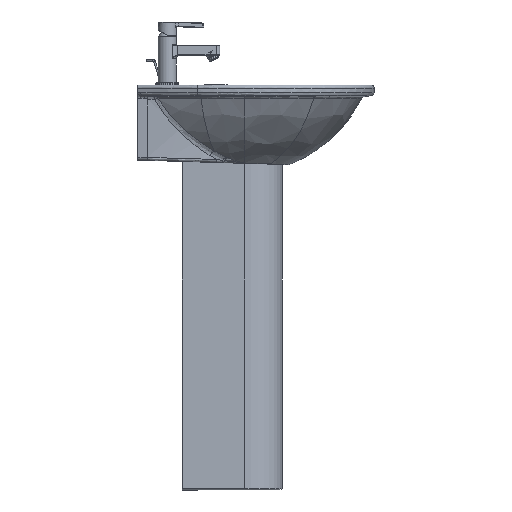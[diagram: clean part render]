
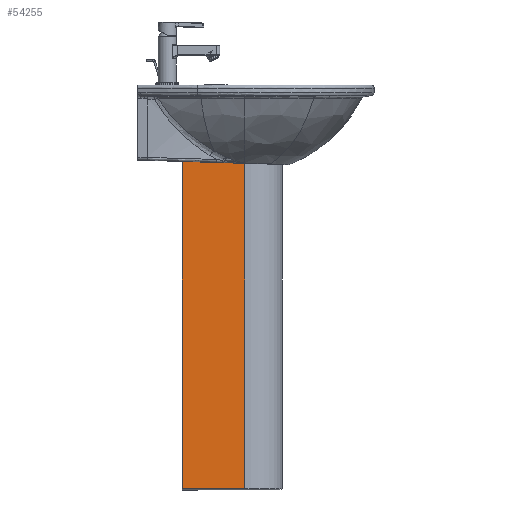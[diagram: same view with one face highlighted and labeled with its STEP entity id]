
A CAD part, front view. The second image highlights one B-rep face of the part: STEP entity #54255.
In plain terms, the highlighted planar face has unit normal (0.026, -1, 0).
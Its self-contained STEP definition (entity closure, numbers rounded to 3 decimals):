
#53785=CARTESIAN_POINT('',(0.,-88.5,0.0));
#53786=VERTEX_POINT('',#53785);
#53793=CARTESIAN_POINT('',(137.171,-84.981,0.0));
#53794=VERTEX_POINT('',#53793);
#53795=CARTESIAN_POINT('',(0.,-88.5,0.0));
#53796=DIRECTION('',(1.,0.026,0.0));
#53797=VECTOR('',#53796,137.216);
#53798=LINE('',#53795,#53797);
#53799=EDGE_CURVE('',#53786,#53794,#53798,.T.);
#54214=CARTESIAN_POINT('',(137.171,-84.981,-719.0));
#54215=VERTEX_POINT('',#54214);
#54216=CARTESIAN_POINT('',(137.171,-84.981,-719.0));
#54217=DIRECTION('',(0.0,0.0,1.0));
#54218=VECTOR('',#54217,719.0);
#54219=LINE('',#54216,#54218);
#54220=EDGE_CURVE('',#53794,#54215,#54219,.F.);
#54232=CARTESIAN_POINT('',(0.,-88.5,0.0));
#54233=DIRECTION('',(-0.026,1.,0.0));
#54234=DIRECTION('',(0.0,0.0,1.0));
#54235=AXIS2_PLACEMENT_3D('',#54232,#54233,#54234);
#54236=PLANE('',#54235);
#54237=CARTESIAN_POINT('',(0.,-88.5,-719.0));
#54238=VERTEX_POINT('',#54237);
#54239=CARTESIAN_POINT('',(137.171,-84.981,-719.0));
#54240=DIRECTION('',(-1.,-0.026,0.0));
#54241=VECTOR('',#54240,137.216);
#54242=LINE('',#54239,#54241);
#54243=EDGE_CURVE('',#54238,#54215,#54242,.F.);
#54244=ORIENTED_EDGE('',*,*,#54243,.T.);
#54245=ORIENTED_EDGE('',*,*,#54220,.F.);
#54246=ORIENTED_EDGE('',*,*,#53799,.F.);
#54247=CARTESIAN_POINT('',(0.,-88.5,0.0));
#54248=DIRECTION('',(0.0,0.0,-1.0));
#54249=VECTOR('',#54248,719.0);
#54250=LINE('',#54247,#54249);
#54251=EDGE_CURVE('',#53786,#54238,#54250,.T.);
#54252=ORIENTED_EDGE('',*,*,#54251,.T.);
#54253=EDGE_LOOP('',(#54244,#54245,#54246,#54252));
#54254=FACE_OUTER_BOUND('',#54253,.T.);
#54255=ADVANCED_FACE('',(#54254),#54236,.F.);
